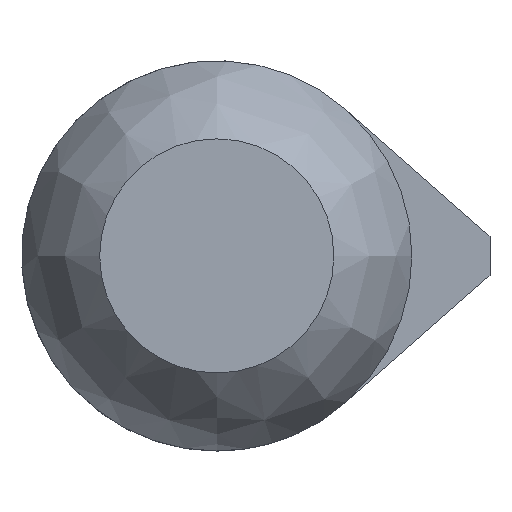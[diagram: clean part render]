
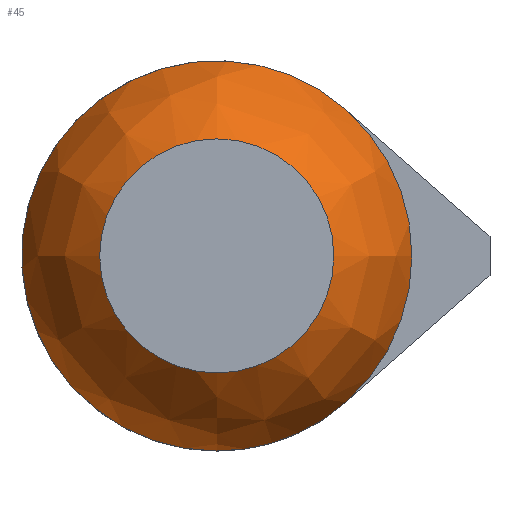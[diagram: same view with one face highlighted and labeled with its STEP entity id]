
A CAD part, front view. The second image highlights one B-rep face of the part: STEP entity #45.
In plain terms, the highlighted free-form (B-spline) face has degree [3, 3] with [4, 7] control points.
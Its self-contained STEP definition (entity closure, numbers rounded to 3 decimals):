
#45 = ADVANCED_FACE( '', ( #104, #105 ), #106, .T. );
#104 = FACE_OUTER_BOUND( '', #183, .T. );
#105 = FACE_OUTER_BOUND( '', #184, .T. );
#106 = ( BOUNDED_SURFACE(  )B_SPLINE_SURFACE( 3, 3, ( ( #187, #188, #189, #190, #191, #192, #193 ), ( #194, #195, #196, #197, #198, #199, #200 ), ( #201, #202, #203, #204, #205, #206, #207 ), ( #208, #209, #210, #211, #212, #213, #214 ) ), .UNSPECIFIED., .F., .T., .F. )B_SPLINE_SURFACE_WITH_KNOTS( ( 4, 4 ), ( 4, 3, 4 ), ( 0., 6.283 ), ( 0.219, 0.588, 0.957 ), .UNSPECIFIED. )GEOMETRIC_REPRESENTATION_ITEM(  )RATIONAL_B_SPLINE_SURFACE( ( ( 1., 0.333, 0.333, 1., 0.333, 0.333, 1. ), ( 0.955, 0.318, 0.318, 0.955, 0.318, 0.318, 0.955 ), ( 0.955, 0.318, 0.318, 0.955, 0.318, 0.318, 0.955 ), ( 1., 0.333, 0.333, 1., 0.333, 0.333, 1. ) ) )REPRESENTATION_ITEM( '' )SURFACE(  ) );
#183 = EDGE_LOOP( '', ( #324, #325 ) );
#184 = EDGE_LOOP( '', ( #326 ) );
#187 = CARTESIAN_POINT( '', ( 0., -29., -3. ) );
#188 = CARTESIAN_POINT( '', ( 6., -29., -3. ) );
#189 = CARTESIAN_POINT( '', ( 6., -29., 3. ) );
#190 = CARTESIAN_POINT( '', ( 0., -29., 3. ) );
#191 = CARTESIAN_POINT( '', ( -6., -29., 3. ) );
#192 = CARTESIAN_POINT( '', ( -6., -29., -3. ) );
#193 = CARTESIAN_POINT( '', ( 0., -29., -3. ) );
#194 = CARTESIAN_POINT( '', ( 0., -28.275, -4.028 ) );
#195 = CARTESIAN_POINT( '', ( 8.057, -28.275, -4.028 ) );
#196 = CARTESIAN_POINT( '', ( 8.057, -28.275, 4.028 ) );
#197 = CARTESIAN_POINT( '', ( 0., -28.275, 4.028 ) );
#198 = CARTESIAN_POINT( '', ( -8.057, -28.275, 4.028 ) );
#199 = CARTESIAN_POINT( '', ( -8.057, -28.275, -4.028 ) );
#200 = CARTESIAN_POINT( '', ( 0., -28.275, -4.028 ) );
#201 = CARTESIAN_POINT( '', ( 0., -27.228, -4.726 ) );
#202 = CARTESIAN_POINT( '', ( 9.453, -27.228, -4.726 ) );
#203 = CARTESIAN_POINT( '', ( 9.453, -27.228, 4.726 ) );
#204 = CARTESIAN_POINT( '', ( 0., -27.228, 4.726 ) );
#205 = CARTESIAN_POINT( '', ( -9.453, -27.228, 4.726 ) );
#206 = CARTESIAN_POINT( '', ( -9.453, -27.228, -4.726 ) );
#207 = CARTESIAN_POINT( '', ( 0., -27.228, -4.726 ) );
#208 = CARTESIAN_POINT( '', ( 0., -26., -5. ) );
#209 = CARTESIAN_POINT( '', ( 10., -26., -5. ) );
#210 = CARTESIAN_POINT( '', ( 10., -26., 5. ) );
#211 = CARTESIAN_POINT( '', ( 0., -26., 5. ) );
#212 = CARTESIAN_POINT( '', ( -10., -26., 5. ) );
#213 = CARTESIAN_POINT( '', ( -10., -26., -5. ) );
#214 = CARTESIAN_POINT( '', ( 0., -26., -5. ) );
#324 = ORIENTED_EDGE( '', *, *, #469, .F. );
#325 = ORIENTED_EDGE( '', *, *, #470, .F. );
#326 = ORIENTED_EDGE( '', *, *, #471, .F. );
#469 = EDGE_CURVE( '', #524, #525, #526, .T. );
#470 = EDGE_CURVE( '', #525, #524, #527, .T. );
#471 = EDGE_CURVE( '', #528, #528, #529, .T. );
#524 = VERTEX_POINT( '', #601 );
#525 = VERTEX_POINT( '', #602 );
#526 = CIRCLE( '', #603, 5. );
#527 = CIRCLE( '', #604, 5. );
#528 = VERTEX_POINT( '', #605 );
#529 = CIRCLE( '', #606, 3. );
#601 = CARTESIAN_POINT( '', ( 3.303, -26., 3.753 ) );
#602 = CARTESIAN_POINT( '', ( 3.303, -26., -3.753 ) );
#603 = AXIS2_PLACEMENT_3D( '', #697, #698, #699 );
#604 = AXIS2_PLACEMENT_3D( '', #700, #701, #702 );
#605 = CARTESIAN_POINT( '', ( 0., -29., -3. ) );
#606 = AXIS2_PLACEMENT_3D( '', #703, #704, #705 );
#697 = CARTESIAN_POINT( '', ( 0., -26., 0. ) );
#698 = DIRECTION( '', ( 0., 1., 0. ) );
#699 = DIRECTION( '', ( 0., 0., 1. ) );
#700 = CARTESIAN_POINT( '', ( 0., -26., 0. ) );
#701 = DIRECTION( '', ( 0., 1., 0. ) );
#702 = DIRECTION( '', ( 1., 0., 0. ) );
#703 = CARTESIAN_POINT( '', ( 0., -29., 0. ) );
#704 = DIRECTION( '', ( 0., -1., 0. ) );
#705 = DIRECTION( '', ( 0., 0., -1. ) );
